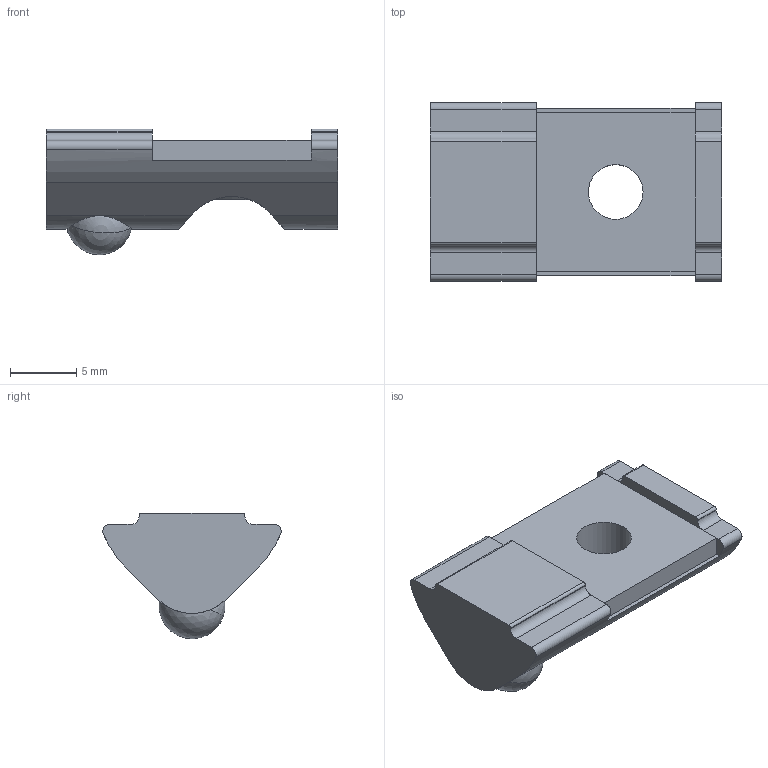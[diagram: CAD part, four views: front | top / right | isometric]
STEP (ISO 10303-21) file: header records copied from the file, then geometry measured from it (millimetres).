
FILE_DESCRIPTION((''),'2;1');
FILE_NAME('SV2147S.stp','2009-11-25T09:51:03',(''),(''),'Mechanical Desktop 2007','Mechanical Desktop 2007',', , ');
FILE_SCHEMA(('CONFIG_CONTROL_DESIGN'));
Length unit declared in the file: millimetre
Products named in the file (2): SV2147SA; SV2147S
Assembly tree (1 placements, depth 2):
  SV2147SA
    SV2147S
Bounding box: 22 x 13.47 x 9.49 mm (x, y, z)
Volume: 1202.7 mm3; surface area: 1637 mm2
Topology: 4 solids, 4 shells, 66 faces, 168 edges, 109 vertices
Faces by surface type: plane 30, cylinder 22, bspline 8, torus 2, cone 2, sphere 2
Entity records: 4939 total; most frequent: CARTESIAN_POINT 3264, DIRECTION 338, ORIENTED_EDGE 312, EDGE_CURVE 156, AXIS2_PLACEMENT_3D 129, VERTEX_POINT 106, VECTOR 80, LINE 80
